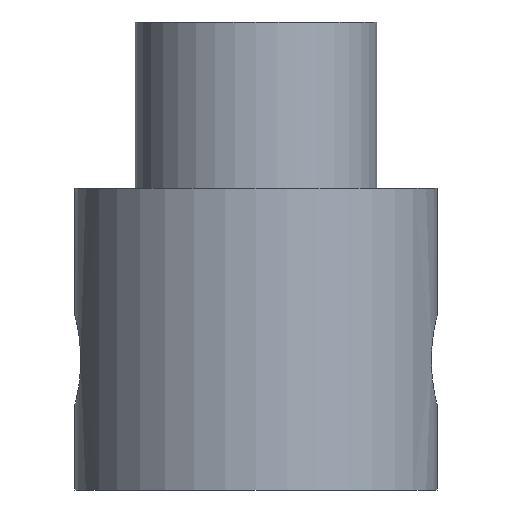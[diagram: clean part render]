
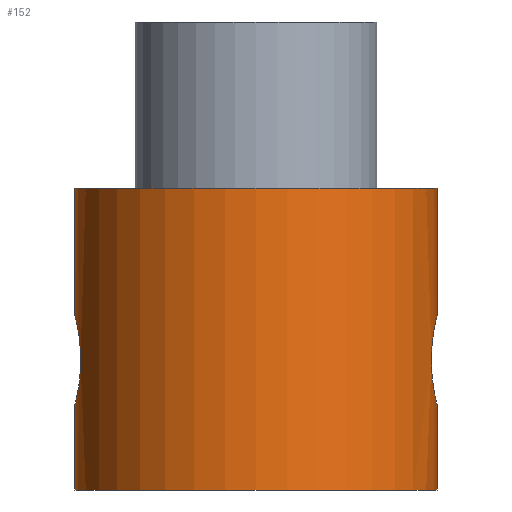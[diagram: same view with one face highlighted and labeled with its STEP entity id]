
A CAD part, left-side view. The second image highlights one B-rep face of the part: STEP entity #152.
In plain terms, the highlighted cylindrical face has radius 6 mm (diameter 12 mm), a full revolution.
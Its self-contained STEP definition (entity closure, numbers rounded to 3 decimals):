
#23=FACE_BOUND('',#56,.T.);
#24=FACE_BOUND('',#57,.T.);
#35=CIRCLE('',#189,6.);
#36=CIRCLE('',#190,6.);
#44=FACE_OUTER_BOUND('',#55,.T.);
#55=EDGE_LOOP('',(#129,#130,#131,#132));
#56=EDGE_LOOP('',(#133));
#57=EDGE_LOOP('',(#134,#135,#136));
#66=LINE('',#402,#71);
#71=VECTOR('',#224,6.);
#72=B_SPLINE_CURVE_WITH_KNOTS('',3,(#237,#238,#239,#240,#241,#242,#243,
#244,#245,#246,#247,#248,#249,#250,#251,#252,#253,#254),.UNSPECIFIED.,.F.,
 .F.,(4,2,2,2,2,2,2,2,4),(0.227,0.284,0.341,
0.397,0.454,0.511,0.568,
0.624,0.681),.UNSPECIFIED.);
#73=B_SPLINE_CURVE_WITH_KNOTS('',3,(#256,#257,#258,#259,#260,#261,#262,
#263,#264,#265),.UNSPECIFIED.,.F.,.F.,(4,2,2,2,4),(0.908,0.965,
1.022,1.079,1.135),.UNSPECIFIED.);
#75=B_SPLINE_CURVE_WITH_KNOTS('',3,(#302,#303,#304,#305,#306,#307,#308,
#309,#310,#311),.UNSPECIFIED.,.F.,.F.,(4,2,2,2,4),(0.681,0.738,
0.795,0.851,0.908),.UNSPECIFIED.);
#77=B_SPLINE_CURVE_WITH_KNOTS('',3,(#350,#351,#352,#353,#354,#355,#356,
#357,#358,#359,#360,#361,#362,#363,#364,#365,#366,#367,#368,#369,#370,#371,
#372,#373,#374,#375,#376,#377,#378,#379,#380,#381,#382,#383),
 .UNSPECIFIED.,.T.,.F.,(4,2,2,2,2,2,2,2,2,2,2,2,2,2,2,2,4),(0.,0.057,
0.114,0.17,0.227,0.284,
0.341,0.397,0.454,0.511,
0.568,0.624,0.681,0.738,
0.795,0.851,0.908),.UNSPECIFIED.);
#78=VERTEX_POINT('',#235);
#79=VERTEX_POINT('',#236);
#80=VERTEX_POINT('',#255);
#83=VERTEX_POINT('',#348);
#88=VERTEX_POINT('',#399);
#89=VERTEX_POINT('',#401);
#90=EDGE_CURVE('',#78,#79,#72,.T.);
#91=EDGE_CURVE('',#80,#78,#73,.T.);
#94=EDGE_CURVE('',#79,#80,#75,.T.);
#97=EDGE_CURVE('',#83,#83,#77,.T.);
#104=EDGE_CURVE('',#88,#88,#35,.T.);
#105=EDGE_CURVE('',#88,#89,#66,.T.);
#106=EDGE_CURVE('',#89,#89,#36,.T.);
#129=ORIENTED_EDGE('',*,*,#104,.F.);
#130=ORIENTED_EDGE('',*,*,#105,.T.);
#131=ORIENTED_EDGE('',*,*,#106,.T.);
#132=ORIENTED_EDGE('',*,*,#105,.F.);
#133=ORIENTED_EDGE('',*,*,#97,.T.);
#134=ORIENTED_EDGE('',*,*,#90,.T.);
#135=ORIENTED_EDGE('',*,*,#94,.T.);
#136=ORIENTED_EDGE('',*,*,#91,.T.);
#145=CYLINDRICAL_SURFACE('',#188,6.);
#152=ADVANCED_FACE('',(#44,#23,#24),#145,.T.);
#188=AXIS2_PLACEMENT_3D('',#398,#220,#221);
#189=AXIS2_PLACEMENT_3D('',#400,#222,#223);
#190=AXIS2_PLACEMENT_3D('',#403,#225,#226);
#220=DIRECTION('center_axis',(0.,0.,1.));
#221=DIRECTION('ref_axis',(1.,0.,0.));
#222=DIRECTION('center_axis',(0.,0.,1.));
#223=DIRECTION('ref_axis',(1.,0.,0.));
#224=DIRECTION('',(0.,0.,-1.));
#225=DIRECTION('center_axis',(0.,0.,1.));
#226=DIRECTION('ref_axis',(1.,0.,0.));
#235=CARTESIAN_POINT('',(0.,6.,5.8));
#236=CARTESIAN_POINT('',(0.,6.,2.8));
#237=CARTESIAN_POINT('Ctrl Pts',(0.,6.,5.8));
#238=CARTESIAN_POINT('Ctrl Pts',(-0.189,6.,5.8));
#239=CARTESIAN_POINT('Ctrl Pts',(-0.39,5.99,5.762));
#240=CARTESIAN_POINT('Ctrl Pts',(-0.76,5.955,5.609));
#241=CARTESIAN_POINT('Ctrl Pts',(-0.928,5.929,5.493));
#242=CARTESIAN_POINT('Ctrl Pts',(-1.193,5.882,5.228));
#243=CARTESIAN_POINT('Ctrl Pts',(-1.309,5.856,5.06));
#244=CARTESIAN_POINT('Ctrl Pts',(-1.462,5.82,4.69));
#245=CARTESIAN_POINT('Ctrl Pts',(-1.5,5.809,4.489));
#246=CARTESIAN_POINT('Ctrl Pts',(-1.5,5.809,4.111));
#247=CARTESIAN_POINT('Ctrl Pts',(-1.462,5.82,3.91));
#248=CARTESIAN_POINT('Ctrl Pts',(-1.309,5.856,3.54));
#249=CARTESIAN_POINT('Ctrl Pts',(-1.193,5.882,3.372));
#250=CARTESIAN_POINT('Ctrl Pts',(-0.928,5.929,3.107));
#251=CARTESIAN_POINT('Ctrl Pts',(-0.76,5.955,2.991));
#252=CARTESIAN_POINT('Ctrl Pts',(-0.39,5.99,2.838));
#253=CARTESIAN_POINT('Ctrl Pts',(-0.189,6.,2.8));
#254=CARTESIAN_POINT('Ctrl Pts',(0.,6.,2.8));
#255=CARTESIAN_POINT('',(1.5,5.809,4.3));
#256=CARTESIAN_POINT('Ctrl Pts',(1.5,5.809,4.3));
#257=CARTESIAN_POINT('Ctrl Pts',(1.5,5.809,4.489));
#258=CARTESIAN_POINT('Ctrl Pts',(1.462,5.82,4.69));
#259=CARTESIAN_POINT('Ctrl Pts',(1.309,5.856,5.06));
#260=CARTESIAN_POINT('Ctrl Pts',(1.193,5.882,5.228));
#261=CARTESIAN_POINT('Ctrl Pts',(0.928,5.929,5.493));
#262=CARTESIAN_POINT('Ctrl Pts',(0.76,5.955,5.609));
#263=CARTESIAN_POINT('Ctrl Pts',(0.39,5.99,5.762));
#264=CARTESIAN_POINT('Ctrl Pts',(0.189,6.,5.8));
#265=CARTESIAN_POINT('Ctrl Pts',(0.,6.,5.8));
#302=CARTESIAN_POINT('Ctrl Pts',(0.,6.,2.8));
#303=CARTESIAN_POINT('Ctrl Pts',(0.189,6.,2.8));
#304=CARTESIAN_POINT('Ctrl Pts',(0.39,5.99,2.838));
#305=CARTESIAN_POINT('Ctrl Pts',(0.76,5.955,2.991));
#306=CARTESIAN_POINT('Ctrl Pts',(0.928,5.929,3.107));
#307=CARTESIAN_POINT('Ctrl Pts',(1.193,5.882,3.372));
#308=CARTESIAN_POINT('Ctrl Pts',(1.309,5.856,3.54));
#309=CARTESIAN_POINT('Ctrl Pts',(1.462,5.82,3.91));
#310=CARTESIAN_POINT('Ctrl Pts',(1.5,5.809,4.111));
#311=CARTESIAN_POINT('Ctrl Pts',(1.5,5.809,4.3));
#348=CARTESIAN_POINT('',(1.5,-5.809,4.3));
#350=CARTESIAN_POINT('Ctrl Pts',(1.5,-5.809,4.3));
#351=CARTESIAN_POINT('Ctrl Pts',(1.5,-5.809,4.111));
#352=CARTESIAN_POINT('Ctrl Pts',(1.462,-5.82,3.91));
#353=CARTESIAN_POINT('Ctrl Pts',(1.309,-5.856,3.54));
#354=CARTESIAN_POINT('Ctrl Pts',(1.193,-5.882,3.372));
#355=CARTESIAN_POINT('Ctrl Pts',(0.928,-5.929,3.107));
#356=CARTESIAN_POINT('Ctrl Pts',(0.76,-5.955,2.991));
#357=CARTESIAN_POINT('Ctrl Pts',(0.39,-5.99,2.838));
#358=CARTESIAN_POINT('Ctrl Pts',(0.189,-6.,2.8));
#359=CARTESIAN_POINT('Ctrl Pts',(-0.189,-6.,2.8));
#360=CARTESIAN_POINT('Ctrl Pts',(-0.39,-5.99,2.838));
#361=CARTESIAN_POINT('Ctrl Pts',(-0.76,-5.955,2.991));
#362=CARTESIAN_POINT('Ctrl Pts',(-0.928,-5.929,3.107));
#363=CARTESIAN_POINT('Ctrl Pts',(-1.193,-5.882,3.372));
#364=CARTESIAN_POINT('Ctrl Pts',(-1.309,-5.856,3.54));
#365=CARTESIAN_POINT('Ctrl Pts',(-1.462,-5.82,3.91));
#366=CARTESIAN_POINT('Ctrl Pts',(-1.5,-5.809,4.111));
#367=CARTESIAN_POINT('Ctrl Pts',(-1.5,-5.809,4.489));
#368=CARTESIAN_POINT('Ctrl Pts',(-1.462,-5.82,4.69));
#369=CARTESIAN_POINT('Ctrl Pts',(-1.309,-5.856,5.06));
#370=CARTESIAN_POINT('Ctrl Pts',(-1.193,-5.882,5.228));
#371=CARTESIAN_POINT('Ctrl Pts',(-0.928,-5.929,5.493));
#372=CARTESIAN_POINT('Ctrl Pts',(-0.76,-5.955,5.609));
#373=CARTESIAN_POINT('Ctrl Pts',(-0.39,-5.99,5.762));
#374=CARTESIAN_POINT('Ctrl Pts',(-0.189,-6.,5.8));
#375=CARTESIAN_POINT('Ctrl Pts',(0.189,-6.,5.8));
#376=CARTESIAN_POINT('Ctrl Pts',(0.39,-5.99,5.762));
#377=CARTESIAN_POINT('Ctrl Pts',(0.76,-5.955,5.609));
#378=CARTESIAN_POINT('Ctrl Pts',(0.928,-5.929,5.493));
#379=CARTESIAN_POINT('Ctrl Pts',(1.193,-5.882,5.228));
#380=CARTESIAN_POINT('Ctrl Pts',(1.309,-5.856,5.06));
#381=CARTESIAN_POINT('Ctrl Pts',(1.462,-5.82,4.69));
#382=CARTESIAN_POINT('Ctrl Pts',(1.5,-5.809,4.489));
#383=CARTESIAN_POINT('Ctrl Pts',(1.5,-5.809,4.3));
#398=CARTESIAN_POINT('Origin',(0.,0.,0.));
#399=CARTESIAN_POINT('',(-6.,0.,10.));
#400=CARTESIAN_POINT('Origin',(0.,0.,10.));
#401=CARTESIAN_POINT('',(-6.,0.,0.));
#402=CARTESIAN_POINT('',(-6.,0.,0.));
#403=CARTESIAN_POINT('Origin',(0.,0.,0.));
